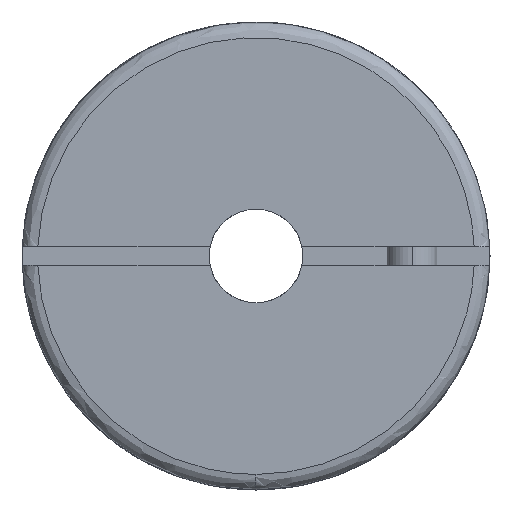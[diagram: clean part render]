
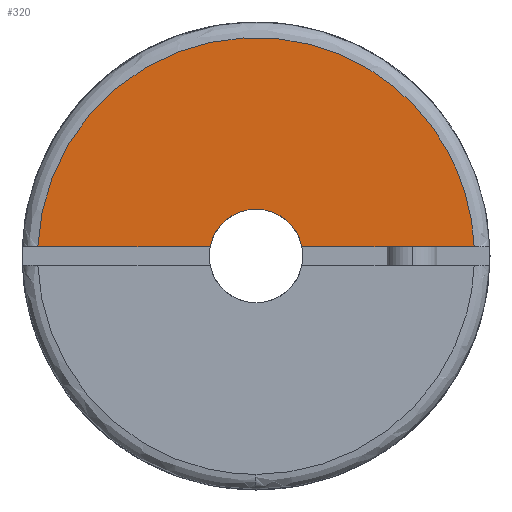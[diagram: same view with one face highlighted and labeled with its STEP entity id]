
A CAD part, left-side view. The second image highlights one B-rep face of the part: STEP entity #320.
In plain terms, the highlighted planar face has unit normal (-1, 0, 0).
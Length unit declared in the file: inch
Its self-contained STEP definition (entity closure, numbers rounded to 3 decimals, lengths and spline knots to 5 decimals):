
#211 = DIRECTION ( 'NONE',  ( 0., 1., 0. ) ) ;
#222 =( BOUNDED_CURVE ( )  B_SPLINE_CURVE ( 3, ( #1382, #4725, #5602, #5206 ),
 .UNSPECIFIED., .F., .T. ) 
 B_SPLINE_CURVE_WITH_KNOTS ( ( 4, 4 ),
 ( 0., 1. ),
 .UNSPECIFIED. ) 
 CURVE ( )  GEOMETRIC_REPRESENTATION_ITEM ( )  RATIONAL_B_SPLINE_CURVE ( ( 1., 0.362, 0.362, 1. ) ) 
 REPRESENTATION_ITEM ( '' )  );
#320 = ADVANCED_FACE ( 'NONE', ( #3333 ), #4600, .T. ) ;
#334 = AXIS2_PLACEMENT_3D ( 'NONE', #721, #2462, #5507 ) ;
#358 = DIRECTION ( 'NONE',  ( 0., 1., 0. ) ) ;
#516 = EDGE_CURVE ( 'NONE', #4704, #3770, #3693, .T. ) ;
#715 = EDGE_CURVE ( 'NONE', #4337, #2134, #1699, .T. ) ;
#721 = CARTESIAN_POINT ( 'NONE',  ( 0., 0.27559, 0. ) ) ;
#833 = CARTESIAN_POINT ( 'NONE',  ( 0., -0.27534, 0.01181 ) ) ;
#989 = CARTESIAN_POINT ( 'NONE',  ( 0., 0.05786, 0.01181 ) ) ;
#1253 = CARTESIAN_POINT ( 'NONE',  ( 0., -0.05786, 0.01181 ) ) ;
#1273 = ORIENTED_EDGE ( 'NONE', *, *, #715, .F. ) ;
#1382 = CARTESIAN_POINT ( 'NONE',  ( 0., 0.27534, 0.01181 ) ) ;
#1391 = VECTOR ( 'NONE', #358, 39.37008 ) ;
#1694 = CARTESIAN_POINT ( 'NONE',  ( 0., 0.27534, 0.01181 ) ) ;
#1699 = LINE ( 'NONE', #1727, #1391 ) ;
#1727 = CARTESIAN_POINT ( 'NONE',  ( 0., 0.29528, 0.01181 ) ) ;
#1737 = DIRECTION ( 'NONE',  ( 0., 0., 1. ) ) ;
#2134 = VERTEX_POINT ( 'NONE', #1694 ) ;
#2450 = CARTESIAN_POINT ( 'NONE',  ( 0., 0.29528, 0.01181 ) ) ;
#2462 = DIRECTION ( 'NONE',  ( -1., 0., 0. ) ) ;
#2488 = EDGE_CURVE ( 'NONE', #3712, #3770, #5024, .T. ) ;
#2512 = AXIS2_PLACEMENT_3D ( 'NONE', #5101, #5553, #4702 ) ;
#3333 = FACE_OUTER_BOUND ( 'NONE', #4734, .T. ) ;
#3341 = VECTOR ( 'NONE', #211, 39.37008 ) ;
#3433 = CIRCLE ( 'NONE', #5596, 0.05906 ) ;
#3693 = LINE ( 'NONE', #2450, #3341 ) ;
#3712 = VERTEX_POINT ( 'NONE', #4680 ) ;
#3770 = VERTEX_POINT ( 'NONE', #1253 ) ;
#4057 = ORIENTED_EDGE ( 'NONE', *, *, #4278, .T. ) ;
#4201 = ORIENTED_EDGE ( 'NONE', *, *, #5102, .F. ) ;
#4278 = EDGE_CURVE ( 'NONE', #4337, #3712, #3433, .T. ) ;
#4285 = CARTESIAN_POINT ( 'NONE',  ( 0., 0., 0. ) ) ;
#4337 = VERTEX_POINT ( 'NONE', #989 ) ;
#4600 = PLANE ( 'NONE',  #334 ) ;
#4680 = CARTESIAN_POINT ( 'NONE',  ( 0., 0., 0.05906 ) ) ;
#4702 = DIRECTION ( 'NONE',  ( 0., 0., 1. ) ) ;
#4704 = VERTEX_POINT ( 'NONE', #833 ) ;
#4725 = CARTESIAN_POINT ( 'NONE',  ( 0., 0.2536, 0.51855 ) ) ;
#4734 = EDGE_LOOP ( 'NONE', ( #4057, #5218, #5548, #4201, #1273 ) ) ;
#5024 = CIRCLE ( 'NONE', #2512, 0.05906 ) ;
#5101 = CARTESIAN_POINT ( 'NONE',  ( 0., 0., 0. ) ) ;
#5102 = EDGE_CURVE ( 'NONE', #2134, #4704, #222, .T. ) ;
#5206 = CARTESIAN_POINT ( 'NONE',  ( 0., -0.27534, 0.01181 ) ) ;
#5218 = ORIENTED_EDGE ( 'NONE', *, *, #2488, .T. ) ;
#5507 = DIRECTION ( 'NONE',  ( 0., 0., 1. ) ) ;
#5548 = ORIENTED_EDGE ( 'NONE', *, *, #516, .F. ) ;
#5553 = DIRECTION ( 'NONE',  ( 1., 0., 0. ) ) ;
#5596 = AXIS2_PLACEMENT_3D ( 'NONE', #4285, #5609, #1737 ) ;
#5602 = CARTESIAN_POINT ( 'NONE',  ( 0., -0.2536, 0.51855 ) ) ;
#5609 = DIRECTION ( 'NONE',  ( 1., 0., 0. ) ) ;
